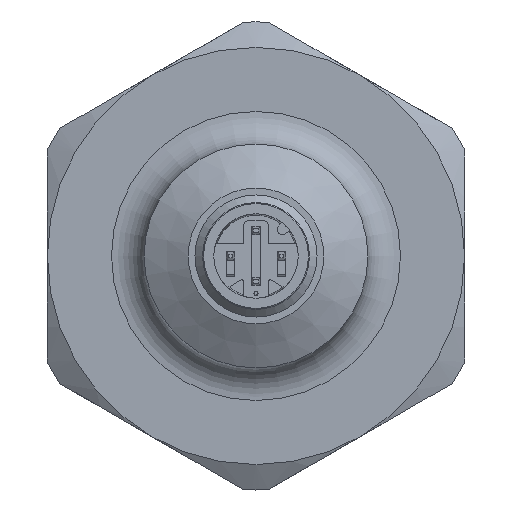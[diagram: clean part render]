
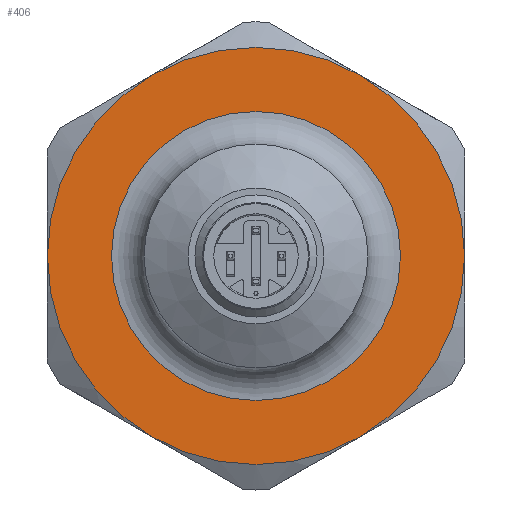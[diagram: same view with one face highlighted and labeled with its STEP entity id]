
A CAD part, front view. The second image highlights one B-rep face of the part: STEP entity #406.
In plain terms, the highlighted planar face has unit normal (0, -1, 0).
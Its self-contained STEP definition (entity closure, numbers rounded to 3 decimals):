
#406 = ADVANCED_FACE( '', ( #899, #900 ), #901, .T. );
#899 = FACE_OUTER_BOUND( '', #1471, .T. );
#900 = FACE_BOUND( '', #1472, .T. );
#901 = PLANE( '', #1473 );
#1471 = EDGE_LOOP( '', ( #2631, #2632, #2633, #2634, #2635, #2636 ) );
#1472 = EDGE_LOOP( '', ( #2637 ) );
#1473 = AXIS2_PLACEMENT_3D( '', #2638, #2639, #2640 );
#2631 = ORIENTED_EDGE( '', *, *, #3608, .T. );
#2632 = ORIENTED_EDGE( '', *, *, #3580, .T. );
#2633 = ORIENTED_EDGE( '', *, *, #3543, .T. );
#2634 = ORIENTED_EDGE( '', *, *, #3312, .T. );
#2635 = ORIENTED_EDGE( '', *, *, #3609, .T. );
#2636 = ORIENTED_EDGE( '', *, *, #3285, .T. );
#2637 = ORIENTED_EDGE( '', *, *, #3610, .F. );
#2638 = CARTESIAN_POINT( '', ( 0., -13.9, -20.5 ) );
#2639 = DIRECTION( '', ( 0., -1., 0. ) );
#2640 = DIRECTION( '', ( 0., 0., -1. ) );
#3285 = EDGE_CURVE( '', #3943, #3941, #3944, .T. );
#3312 = EDGE_CURVE( '', #3986, #3987, #3988, .T. );
#3543 = EDGE_CURVE( '', #3968, #3986, #4336, .T. );
#3580 = EDGE_CURVE( '', #4384, #3968, #4385, .T. );
#3608 = EDGE_CURVE( '', #3941, #4384, #4420, .T. );
#3609 = EDGE_CURVE( '', #3987, #3943, #4421, .T. );
#3610 = EDGE_CURVE( '', #4422, #4422, #4423, .T. );
#3941 = VERTEX_POINT( '', #4858 );
#3943 = VERTEX_POINT( '', #4865 );
#3944 = CIRCLE( '', #4866, 20.5 );
#3968 = VERTEX_POINT( '', #4912 );
#3986 = VERTEX_POINT( '', #4949 );
#3987 = VERTEX_POINT( '', #4950 );
#3988 = CIRCLE( '', #4951, 20.5 );
#4336 = CIRCLE( '', #5456, 20.5 );
#4384 = VERTEX_POINT( '', #5564 );
#4385 = CIRCLE( '', #5565, 20.5 );
#4420 = CIRCLE( '', #5626, 20.5 );
#4421 = CIRCLE( '', #5627, 20.5 );
#4422 = VERTEX_POINT( '', #5628 );
#4423 = CIRCLE( '', #5629, 14.2 );
#4858 = CARTESIAN_POINT( '', ( 10.25, -13.9, -17.754 ) );
#4865 = CARTESIAN_POINT( '', ( -10.25, -13.9, -17.754 ) );
#4866 = AXIS2_PLACEMENT_3D( '', #5963, #5964, #5965 );
#4912 = CARTESIAN_POINT( '', ( 10.25, -13.9, 17.754 ) );
#4949 = CARTESIAN_POINT( '', ( -10.25, -13.9, 17.754 ) );
#4950 = CARTESIAN_POINT( '', ( -20.5, -13.9, 0. ) );
#4951 = AXIS2_PLACEMENT_3D( '', #5989, #5990, #5991 );
#5456 = AXIS2_PLACEMENT_3D( '', #6291, #6292, #6293 );
#5564 = CARTESIAN_POINT( '', ( 20.5, -13.9, 0. ) );
#5565 = AXIS2_PLACEMENT_3D( '', #6337, #6338, #6339 );
#5626 = AXIS2_PLACEMENT_3D( '', #6362, #6363, #6364 );
#5627 = AXIS2_PLACEMENT_3D( '', #6365, #6366, #6367 );
#5628 = CARTESIAN_POINT( '', ( 0., -13.9, -14.2 ) );
#5629 = AXIS2_PLACEMENT_3D( '', #6368, #6369, #6370 );
#5963 = CARTESIAN_POINT( '', ( 0., -13.9, 0. ) );
#5964 = DIRECTION( '', ( 0., -1., 0. ) );
#5965 = DIRECTION( '', ( 0., 0., -1. ) );
#5989 = CARTESIAN_POINT( '', ( 0., -13.9, 0. ) );
#5990 = DIRECTION( '', ( 0., -1., 0. ) );
#5991 = DIRECTION( '', ( 0., 0., -1. ) );
#6291 = CARTESIAN_POINT( '', ( 0., -13.9, 0. ) );
#6292 = DIRECTION( '', ( 0., -1., 0. ) );
#6293 = DIRECTION( '', ( 0., 0., -1. ) );
#6337 = CARTESIAN_POINT( '', ( 0., -13.9, 0. ) );
#6338 = DIRECTION( '', ( 0., -1., 0. ) );
#6339 = DIRECTION( '', ( 0., 0., -1. ) );
#6362 = CARTESIAN_POINT( '', ( 0., -13.9, 0. ) );
#6363 = DIRECTION( '', ( 0., -1., 0. ) );
#6364 = DIRECTION( '', ( 0., 0., -1. ) );
#6365 = CARTESIAN_POINT( '', ( 0., -13.9, 0. ) );
#6366 = DIRECTION( '', ( 0., -1., 0. ) );
#6367 = DIRECTION( '', ( 0., 0., -1. ) );
#6368 = CARTESIAN_POINT( '', ( 0., -13.9, 0. ) );
#6369 = DIRECTION( '', ( 0., -1., 0. ) );
#6370 = DIRECTION( '', ( 0., 0., -1. ) );
